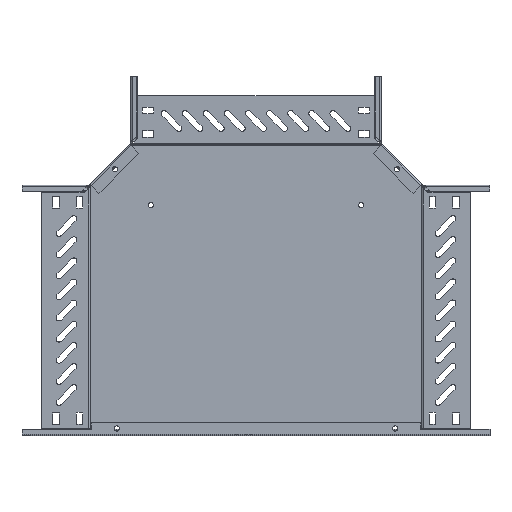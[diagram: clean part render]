
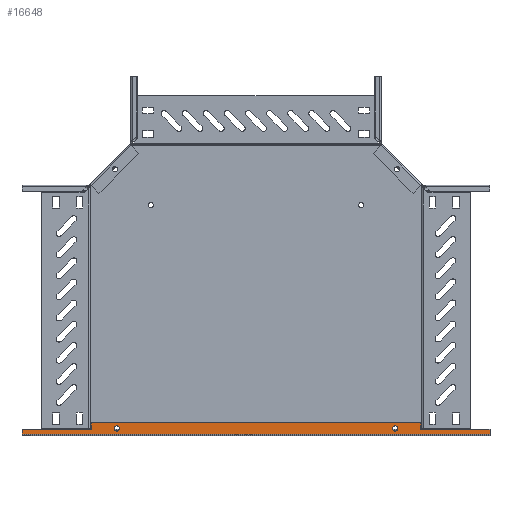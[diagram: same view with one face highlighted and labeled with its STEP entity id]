
A CAD part, front view. The second image highlights one B-rep face of the part: STEP entity #16648.
In plain terms, the highlighted planar face has unit normal (0, -1, 0).
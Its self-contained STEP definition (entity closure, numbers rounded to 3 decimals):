
#174 = VERTEX_POINT ( 'NONE', #8444 ) ;
#688 = DIRECTION ( 'NONE',  ( 0., 1., 0. ) ) ;
#812 = CARTESIAN_POINT ( 'NONE',  ( 15., 0., -277. ) ) ;
#866 = LINE ( 'NONE', #8034, #15031 ) ;
#1382 = CIRCLE ( 'NONE', #13625, 3.1 ) ;
#1726 = VECTOR ( 'NONE', #7628, 1000. ) ;
#1767 = EDGE_CURVE ( 'NONE', #8429, #11192, #15862, .T. ) ;
#1912 = ORIENTED_EDGE ( 'NONE', *, *, #17511, .T. ) ;
#2080 = VERTEX_POINT ( 'NONE', #10451 ) ;
#2224 = EDGE_CURVE ( 'NONE', #174, #4323, #6263, .T. ) ;
#2359 = EDGE_CURVE ( 'NONE', #6629, #5392, #19651, .T. ) ;
#2524 = DIRECTION ( 'NONE',  ( -1., 0., 0. ) ) ;
#4260 = ORIENTED_EDGE ( 'NONE', *, *, #2359, .T. ) ;
#4323 = VERTEX_POINT ( 'NONE', #17209 ) ;
#4599 = LINE ( 'NONE', #11679, #5467 ) ;
#4606 = ORIENTED_EDGE ( 'NONE', *, *, #6891, .F. ) ;
#5174 = VERTEX_POINT ( 'NONE', #15120 ) ;
#5309 = CARTESIAN_POINT ( 'NONE',  ( 6.75, 0., 0. ) ) ;
#5340 = VECTOR ( 'NONE', #13428, 1000. ) ;
#5392 = VERTEX_POINT ( 'NONE', #10777 ) ;
#5434 = VECTOR ( 'NONE', #20711, 1000. ) ;
#5467 = VECTOR ( 'NONE', #17084, 1000. ) ;
#5536 = EDGE_CURVE ( 'NONE', #11121, #5174, #20567, .T. ) ;
#5905 = EDGE_CURVE ( 'NONE', #11121, #8429, #21978, .T. ) ;
#6031 = DIRECTION ( 'NONE',  ( -1., 0., 0. ) ) ;
#6263 = LINE ( 'NONE', #6480, #5434 ) ;
#6332 = CARTESIAN_POINT ( 'NONE',  ( 15., 0., -554. ) ) ;
#6480 = CARTESIAN_POINT ( 'NONE',  ( 1.75, 0., -277. ) ) ;
#6629 = VERTEX_POINT ( 'NONE', #13479 ) ;
#6891 = EDGE_CURVE ( 'NONE', #11192, #174, #9704, .T. ) ;
#6972 = ORIENTED_EDGE ( 'NONE', *, *, #2224, .F. ) ;
#7216 = DIRECTION ( 'NONE',  ( 0., 0., -1. ) ) ;
#7332 = VERTEX_POINT ( 'NONE', #18512 ) ;
#7545 = CARTESIAN_POINT ( 'NONE',  ( 6.75, 0., -554. ) ) ;
#7628 = DIRECTION ( 'NONE',  ( 0., 0., 1. ) ) ;
#7641 = EDGE_CURVE ( 'NONE', #7332, #18762, #1382, .T. ) ;
#8034 = CARTESIAN_POINT ( 'NONE',  ( 15., 0., -82. ) ) ;
#8201 = DIRECTION ( 'NONE',  ( -1., 0., 0. ) ) ;
#8295 = DIRECTION ( 'NONE',  ( -1., 0., 0. ) ) ;
#8429 = VERTEX_POINT ( 'NONE', #17689 ) ;
#8444 = CARTESIAN_POINT ( 'NONE',  ( 1.75, 0., -554. ) ) ;
#9324 = ORIENTED_EDGE ( 'NONE', *, *, #14549, .F. ) ;
#9382 = EDGE_LOOP ( 'NONE', ( #19535, #9324 ) ) ;
#9559 = VECTOR ( 'NONE', #2524, 1000. ) ;
#9704 = LINE ( 'NONE', #6332, #5340 ) ;
#9836 = DIRECTION ( 'NONE',  ( 0., 1., 0. ) ) ;
#10047 = EDGE_LOOP ( 'NONE', ( #17414, #13490 ) ) ;
#10158 = EDGE_CURVE ( 'NONE', #18483, #2080, #21926, .T. ) ;
#10451 = CARTESIAN_POINT ( 'NONE',  ( 5.15, 0., -112.25 ) ) ;
#10777 = CARTESIAN_POINT ( 'NONE',  ( 6.75, 0., 0. ) ) ;
#11121 = VERTEX_POINT ( 'NONE', #13966 ) ;
#11192 = VERTEX_POINT ( 'NONE', #7545 ) ;
#11313 = CARTESIAN_POINT ( 'NONE',  ( 15., 0., -472. ) ) ;
#11503 = CIRCLE ( 'NONE', #22324, 3.1 ) ;
#11529 = ORIENTED_EDGE ( 'NONE', *, *, #5905, .F. ) ;
#11675 = CARTESIAN_POINT ( 'NONE',  ( 8.25, 0., -441.75 ) ) ;
#11679 = CARTESIAN_POINT ( 'NONE',  ( 15., 0., 0. ) ) ;
#11884 = CARTESIAN_POINT ( 'NONE',  ( 11.35, 0., -112.25 ) ) ;
#12907 = PLANE ( 'NONE',  #17461 ) ;
#12998 = DIRECTION ( 'NONE',  ( -1., 0., 0. ) ) ;
#13340 = CARTESIAN_POINT ( 'NONE',  ( 8.25, 0., -112.25 ) ) ;
#13428 = DIRECTION ( 'NONE',  ( -1., 0., 0. ) ) ;
#13479 = CARTESIAN_POINT ( 'NONE',  ( 6.75, 0., -82. ) ) ;
#13490 = ORIENTED_EDGE ( 'NONE', *, *, #10158, .T. ) ;
#13625 = AXIS2_PLACEMENT_3D ( 'NONE', #15105, #18607, #8201 ) ;
#13785 = EDGE_CURVE ( 'NONE', #5392, #4323, #4599, .T. ) ;
#13966 = CARTESIAN_POINT ( 'NONE',  ( 15., 0., -472. ) ) ;
#14003 = DIRECTION ( 'NONE',  ( 0., -1., 0. ) ) ;
#14260 = ORIENTED_EDGE ( 'NONE', *, *, #1767, .F. ) ;
#14549 = EDGE_CURVE ( 'NONE', #18762, #7332, #11503, .T. ) ;
#15031 = VECTOR ( 'NONE', #18894, 1000. ) ;
#15105 = CARTESIAN_POINT ( 'NONE',  ( 8.25, 0., -441.75 ) ) ;
#15120 = CARTESIAN_POINT ( 'NONE',  ( 15., 0., -82. ) ) ;
#15492 = VECTOR ( 'NONE', #17652, 1000. ) ;
#15862 = LINE ( 'NONE', #16100, #19548 ) ;
#16100 = CARTESIAN_POINT ( 'NONE',  ( 6.75, 0., -554. ) ) ;
#16345 = AXIS2_PLACEMENT_3D ( 'NONE', #13340, #9836, #8295 ) ;
#16522 = FACE_BOUND ( 'NONE', #9382, .T. ) ;
#16648 = ADVANCED_FACE ( 'NONE', ( #16748, #18170, #16522 ), #12907, .F. ) ;
#16748 = FACE_BOUND ( 'NONE', #10047, .T. ) ;
#16956 = CIRCLE ( 'NONE', #18816, 3.1 ) ;
#17084 = DIRECTION ( 'NONE',  ( -1., 0., 0. ) ) ;
#17209 = CARTESIAN_POINT ( 'NONE',  ( 1.75, 0., 0. ) ) ;
#17414 = ORIENTED_EDGE ( 'NONE', *, *, #20136, .T. ) ;
#17461 = AXIS2_PLACEMENT_3D ( 'NONE', #812, #20238, #6031 ) ;
#17511 = EDGE_CURVE ( 'NONE', #5174, #6629, #866, .T. ) ;
#17652 = DIRECTION ( 'NONE',  ( 0., 0., 1. ) ) ;
#17689 = CARTESIAN_POINT ( 'NONE',  ( 6.75, 0., -472. ) ) ;
#18170 = FACE_OUTER_BOUND ( 'NONE', #23044, .T. ) ;
#18483 = VERTEX_POINT ( 'NONE', #11884 ) ;
#18490 = DIRECTION ( 'NONE',  ( -1., 0., 0. ) ) ;
#18512 = CARTESIAN_POINT ( 'NONE',  ( 5.15, 0., -441.75 ) ) ;
#18607 = DIRECTION ( 'NONE',  ( 0., -1., 0. ) ) ;
#18762 = VERTEX_POINT ( 'NONE', #22626 ) ;
#18808 = CARTESIAN_POINT ( 'NONE',  ( 15., 0., -277. ) ) ;
#18816 = AXIS2_PLACEMENT_3D ( 'NONE', #19885, #688, #12998 ) ;
#18894 = DIRECTION ( 'NONE',  ( -1., 0., 0. ) ) ;
#19535 = ORIENTED_EDGE ( 'NONE', *, *, #7641, .F. ) ;
#19548 = VECTOR ( 'NONE', #7216, 1000. ) ;
#19651 = LINE ( 'NONE', #5309, #15492 ) ;
#19885 = CARTESIAN_POINT ( 'NONE',  ( 8.25, 0., -112.25 ) ) ;
#20136 = EDGE_CURVE ( 'NONE', #2080, #18483, #16956, .T. ) ;
#20238 = DIRECTION ( 'NONE',  ( 0., 1., 0. ) ) ;
#20567 = LINE ( 'NONE', #18808, #1726 ) ;
#20711 = DIRECTION ( 'NONE',  ( 0., 0., 1. ) ) ;
#21143 = ORIENTED_EDGE ( 'NONE', *, *, #5536, .T. ) ;
#21926 = CIRCLE ( 'NONE', #16345, 3.1 ) ;
#21978 = LINE ( 'NONE', #11313, #9559 ) ;
#22284 = ORIENTED_EDGE ( 'NONE', *, *, #13785, .T. ) ;
#22324 = AXIS2_PLACEMENT_3D ( 'NONE', #11675, #14003, #18490 ) ;
#22626 = CARTESIAN_POINT ( 'NONE',  ( 11.35, 0., -441.75 ) ) ;
#23044 = EDGE_LOOP ( 'NONE', ( #1912, #4260, #22284, #6972, #4606, #14260, #11529, #21143 ) ) ;
